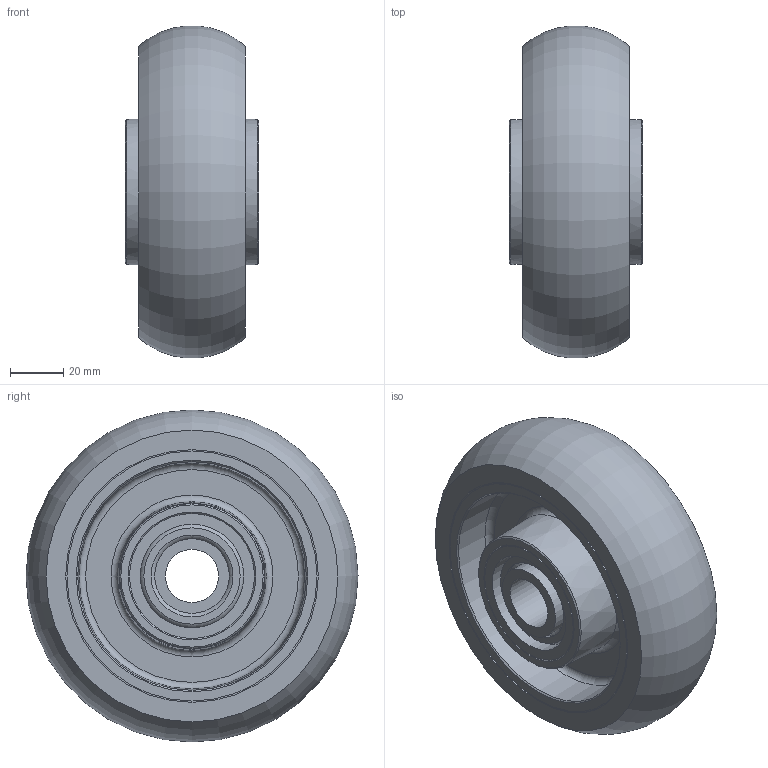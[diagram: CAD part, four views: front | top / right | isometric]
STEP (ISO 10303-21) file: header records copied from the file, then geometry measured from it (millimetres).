
FILE_DESCRIPTION( ( 'STEP AP214' ), ' ' );
FILE_NAME( '622143.stp', '2018-04-04T07:36:50', ( '' ), ( '' ), ' ', 'PARTsolutions', ' ' );
FILE_SCHEMA( ( 'AUTOMOTIVE_DESIGN { 1 0 10303 214 1 1 1 1 }' ) );
Length unit declared in the file: millimetre
Products named in the file (4): 622143; _624143; _Serie 62 ER HUB -622143- 20; _Serie 62 ER SHAFT - 622143- 20
Assembly tree (4 placements, depth 2):
  622143
    _624143
    _Serie 62 ER HUB -622143- 20  x2
    _Serie 62 ER SHAFT - 622143- 20
Bounding box: 50 x 124.81 x 124.81 mm (x, y, z)
Volume: 321595.5 mm3; surface area: 75588.3 mm2
Topology: 4 solids, 4 shells, 103 faces, 202 edges, 126 vertices
Faces by surface type: plane 47, cylinder 33, torus 13, cone 10
Full cylindrical faces by diameter (mm): 20 x2, 21 x1, 25 x1, 28.08 x4, 30.79 x4, 36.21 x4, 38.92 x4, 44 x1, 47 x4, 94 x2, 95 x2
Entity records: 2732 total; most frequent: DIRECTION 372, CARTESIAN_POINT 325, ORIENTED_EDGE 260, AXIS2_PLACEMENT_3D 154, EDGE_LOOP 142, EDGE_CURVE 130, FACE_OUTER_BOUND 111, VERTEX_POINT 107
